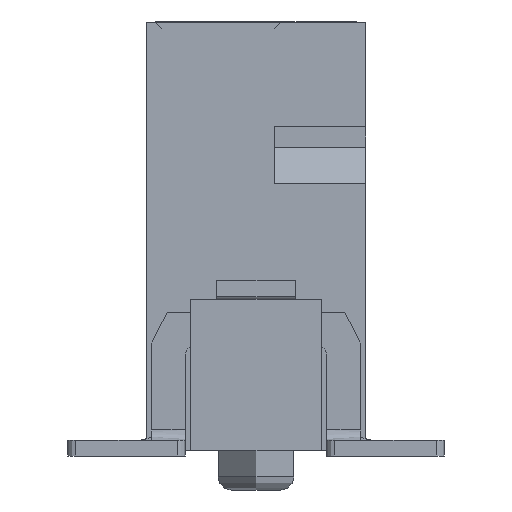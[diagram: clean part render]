
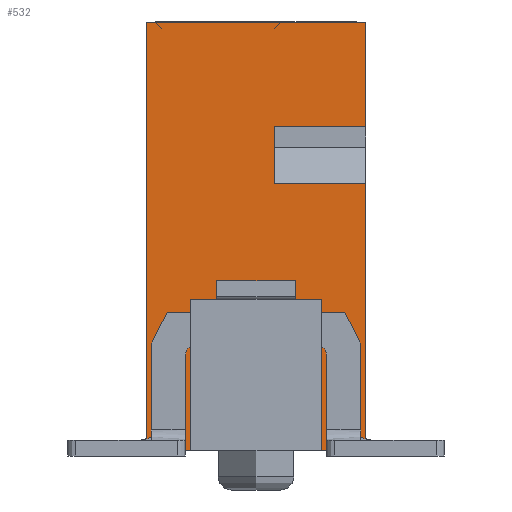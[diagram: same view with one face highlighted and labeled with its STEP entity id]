
A CAD part, left-side view. The second image highlights one B-rep face of the part: STEP entity #532.
In plain terms, the highlighted planar face has unit normal (-1, 0, 0).
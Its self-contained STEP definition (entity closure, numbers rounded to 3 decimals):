
#140=CARTESIAN_POINT('',(-33.115,-2.1,5.11));
#141=VERTEX_POINT('',#140);
#158=CARTESIAN_POINT('',(-33.115,-0.35,5.11));
#159=VERTEX_POINT('',#158);
#166=CARTESIAN_POINT('',(-33.115,-0.35,5.11));
#167=DIRECTION('',(0.,-1.,0.));
#168=VECTOR('',#167,1.75);
#169=LINE('',#166,#168);
#170=EDGE_CURVE('',#159,#141,#169,.T.);
#180=CARTESIAN_POINT('',(-33.115,-0.35,6.2));
#181=VERTEX_POINT('',#180);
#182=CARTESIAN_POINT('',(-33.115,-0.35,6.2));
#183=DIRECTION('',(0.,0.,-1.));
#184=VECTOR('',#183,1.09);
#185=LINE('',#182,#184);
#186=EDGE_CURVE('',#181,#159,#185,.T.);
#213=CARTESIAN_POINT('',(-33.115,-2.1,6.2));
#214=VERTEX_POINT('',#213);
#221=CARTESIAN_POINT('',(-33.115,-2.1,6.2));
#222=DIRECTION('',(0.,1.,0.));
#223=VECTOR('',#222,1.75);
#224=LINE('',#221,#223);
#225=EDGE_CURVE('',#214,#181,#224,.T.);
#356=CARTESIAN_POINT('',(-33.115,0.,4.1));
#357=DIRECTION('',(0.,-1.,0.));
#358=DIRECTION('',(-1.,0.,0.));
#359=AXIS2_PLACEMENT_3D('',#356,#358,#357);
#360=PLANE('',#359);
#361=CARTESIAN_POINT('',(-33.115,-0.7,1.));
#362=VERTEX_POINT('',#361);
#363=CARTESIAN_POINT('',(-33.115,-0.75,1.));
#364=VERTEX_POINT('',#363);
#365=CARTESIAN_POINT('',(-33.115,-0.7,1.));
#366=DIRECTION('',(0.,-1.,0.));
#367=VECTOR('',#366,0.05);
#368=LINE('',#365,#367);
#369=EDGE_CURVE('',#362,#364,#368,.T.);
#370=ORIENTED_EDGE('',*,*,#369,.T.);
#371=CARTESIAN_POINT('',(-33.115,-0.75,1.75));
#372=VERTEX_POINT('',#371);
#373=CARTESIAN_POINT('',(-33.115,-0.75,1.));
#374=DIRECTION('',(0.,0.,1.));
#375=VECTOR('',#374,0.75);
#376=LINE('',#373,#375);
#377=EDGE_CURVE('',#364,#372,#376,.T.);
#378=ORIENTED_EDGE('',*,*,#377,.T.);
#379=CARTESIAN_POINT('',(-33.115,-0.9,1.9));
#380=VERTEX_POINT('',#379);
#381=CARTESIAN_POINT('',(-33.115,-0.75,1.75));
#382=DIRECTION('',(0.,-0.707,0.707));
#383=VECTOR('',#382,0.212);
#384=LINE('',#381,#383);
#385=EDGE_CURVE('',#372,#380,#384,.T.);
#386=ORIENTED_EDGE('',*,*,#385,.T.);
#387=CARTESIAN_POINT('',(-33.115,-1.1,1.9));
#388=VERTEX_POINT('',#387);
#389=CARTESIAN_POINT('',(-33.115,-0.9,1.9));
#390=DIRECTION('',(0.,-1.,0.));
#391=VECTOR('',#390,0.2);
#392=LINE('',#389,#391);
#393=EDGE_CURVE('',#380,#388,#392,.T.);
#394=ORIENTED_EDGE('',*,*,#393,.T.);
#395=CARTESIAN_POINT('',(-33.115,-1.25,1.75));
#396=VERTEX_POINT('',#395);
#397=CARTESIAN_POINT('',(-33.115,-1.1,1.9));
#398=DIRECTION('',(0.,-0.707,-0.707));
#399=VECTOR('',#398,0.212);
#400=LINE('',#397,#399);
#401=EDGE_CURVE('',#388,#396,#400,.T.);
#402=ORIENTED_EDGE('',*,*,#401,.T.);
#403=CARTESIAN_POINT('',(-33.115,-1.25,0.));
#404=VERTEX_POINT('',#403);
#405=CARTESIAN_POINT('',(-33.115,-1.25,1.75));
#406=DIRECTION('',(0.,0.,-1.));
#407=VECTOR('',#406,1.75);
#408=LINE('',#405,#407);
#409=EDGE_CURVE('',#396,#404,#408,.T.);
#410=ORIENTED_EDGE('',*,*,#409,.T.);
#411=CARTESIAN_POINT('',(-33.115,-2.1,0.));
#412=VERTEX_POINT('',#411);
#413=CARTESIAN_POINT('',(-33.115,-1.25,0.));
#414=DIRECTION('',(0.,-1.,0.));
#415=VECTOR('',#414,0.85);
#416=LINE('',#413,#415);
#417=EDGE_CURVE('',#404,#412,#416,.T.);
#418=ORIENTED_EDGE('',*,*,#417,.T.);
#419=CARTESIAN_POINT('',(-33.115,-2.1,0.));
#420=DIRECTION('',(0.,0.,1.));
#421=VECTOR('',#420,5.11);
#422=LINE('',#419,#421);
#423=EDGE_CURVE('',#412,#141,#422,.T.);
#424=ORIENTED_EDGE('',*,*,#423,.T.);
#425=ORIENTED_EDGE('',*,*,#170,.F.);
#426=ORIENTED_EDGE('',*,*,#186,.F.);
#427=ORIENTED_EDGE('',*,*,#225,.F.);
#428=CARTESIAN_POINT('',(-33.115,-2.1,8.2));
#429=VERTEX_POINT('',#428);
#430=CARTESIAN_POINT('',(-33.115,-2.1,6.2));
#431=DIRECTION('',(0.,0.,1.));
#432=VECTOR('',#431,2.);
#433=LINE('',#430,#432);
#434=EDGE_CURVE('',#214,#429,#433,.T.);
#435=ORIENTED_EDGE('',*,*,#434,.T.);
#436=CARTESIAN_POINT('',(-33.115,2.1,8.2));
#437=VERTEX_POINT('',#436);
#438=CARTESIAN_POINT('',(-33.115,-2.1,8.2));
#439=DIRECTION('',(0.,1.,0.));
#440=VECTOR('',#439,4.2);
#441=LINE('',#438,#440);
#442=EDGE_CURVE('',#429,#437,#441,.T.);
#443=ORIENTED_EDGE('',*,*,#442,.T.);
#444=CARTESIAN_POINT('',(-33.115,2.1,0.));
#445=VERTEX_POINT('',#444);
#446=CARTESIAN_POINT('',(-33.115,2.1,8.2));
#447=DIRECTION('',(0.,0.,-1.));
#448=VECTOR('',#447,8.2);
#449=LINE('',#446,#448);
#450=EDGE_CURVE('',#437,#445,#449,.T.);
#451=ORIENTED_EDGE('',*,*,#450,.T.);
#452=CARTESIAN_POINT('',(-33.115,1.25,0.));
#453=VERTEX_POINT('',#452);
#454=CARTESIAN_POINT('',(-33.115,2.1,0.));
#455=DIRECTION('',(0.,-1.,0.));
#456=VECTOR('',#455,0.85);
#457=LINE('',#454,#456);
#458=EDGE_CURVE('',#445,#453,#457,.T.);
#459=ORIENTED_EDGE('',*,*,#458,.T.);
#460=CARTESIAN_POINT('',(-33.115,1.25,1.75));
#461=VERTEX_POINT('',#460);
#462=CARTESIAN_POINT('',(-33.115,1.25,0.));
#463=DIRECTION('',(0.,0.,1.));
#464=VECTOR('',#463,1.75);
#465=LINE('',#462,#464);
#466=EDGE_CURVE('',#453,#461,#465,.T.);
#467=ORIENTED_EDGE('',*,*,#466,.T.);
#468=CARTESIAN_POINT('',(-33.115,1.1,1.9));
#469=VERTEX_POINT('',#468);
#470=CARTESIAN_POINT('',(-33.115,1.25,1.75));
#471=DIRECTION('',(0.,-0.707,0.707));
#472=VECTOR('',#471,0.212);
#473=LINE('',#470,#472);
#474=EDGE_CURVE('',#461,#469,#473,.T.);
#475=ORIENTED_EDGE('',*,*,#474,.T.);
#476=CARTESIAN_POINT('',(-33.115,0.9,1.9));
#477=VERTEX_POINT('',#476);
#478=CARTESIAN_POINT('',(-33.115,1.1,1.9));
#479=DIRECTION('',(0.,-1.,0.));
#480=VECTOR('',#479,0.2);
#481=LINE('',#478,#480);
#482=EDGE_CURVE('',#469,#477,#481,.T.);
#483=ORIENTED_EDGE('',*,*,#482,.T.);
#484=CARTESIAN_POINT('',(-33.115,0.75,1.75));
#485=VERTEX_POINT('',#484);
#486=CARTESIAN_POINT('',(-33.115,0.9,1.9));
#487=DIRECTION('',(0.,-0.707,-0.707));
#488=VECTOR('',#487,0.212);
#489=LINE('',#486,#488);
#490=EDGE_CURVE('',#477,#485,#489,.T.);
#491=ORIENTED_EDGE('',*,*,#490,.T.);
#492=CARTESIAN_POINT('',(-33.115,0.75,1.));
#493=VERTEX_POINT('',#492);
#494=CARTESIAN_POINT('',(-33.115,0.75,1.75));
#495=DIRECTION('',(0.,0.,-1.));
#496=VECTOR('',#495,0.75);
#497=LINE('',#494,#496);
#498=EDGE_CURVE('',#485,#493,#497,.T.);
#499=ORIENTED_EDGE('',*,*,#498,.T.);
#500=CARTESIAN_POINT('',(-33.115,0.7,1.));
#501=VERTEX_POINT('',#500);
#502=CARTESIAN_POINT('',(-33.115,0.75,1.));
#503=DIRECTION('',(0.,-1.,0.));
#504=VECTOR('',#503,0.05);
#505=LINE('',#502,#504);
#506=EDGE_CURVE('',#493,#501,#505,.T.);
#507=ORIENTED_EDGE('',*,*,#506,.T.);
#508=CARTESIAN_POINT('',(-33.115,0.7,0.1));
#509=VERTEX_POINT('',#508);
#510=CARTESIAN_POINT('',(-33.115,0.7,1.));
#511=DIRECTION('',(0.,0.,-1.));
#512=VECTOR('',#511,0.9);
#513=LINE('',#510,#512);
#514=EDGE_CURVE('',#501,#509,#513,.T.);
#515=ORIENTED_EDGE('',*,*,#514,.T.);
#516=CARTESIAN_POINT('',(-33.115,-0.7,0.1));
#517=VERTEX_POINT('',#516);
#518=CARTESIAN_POINT('',(-33.115,0.7,0.1));
#519=DIRECTION('',(0.,-1.,0.));
#520=VECTOR('',#519,1.4);
#521=LINE('',#518,#520);
#522=EDGE_CURVE('',#509,#517,#521,.T.);
#523=ORIENTED_EDGE('',*,*,#522,.T.);
#524=CARTESIAN_POINT('',(-33.115,-0.7,0.1));
#525=DIRECTION('',(0.,0.,1.));
#526=VECTOR('',#525,0.9);
#527=LINE('',#524,#526);
#528=EDGE_CURVE('',#517,#362,#527,.T.);
#529=ORIENTED_EDGE('',*,*,#528,.T.);
#530=EDGE_LOOP('',(#370,#378,#386,#394,#402,#410,#418,#424,#425,#426,#427,#435,#443,#451,#459,#467,#475,#483,#491,#499,#507,#515,#523,#529));
#531=FACE_OUTER_BOUND('',#530,.T.);
#532=ADVANCED_FACE('',(#531),#360,.T.);
